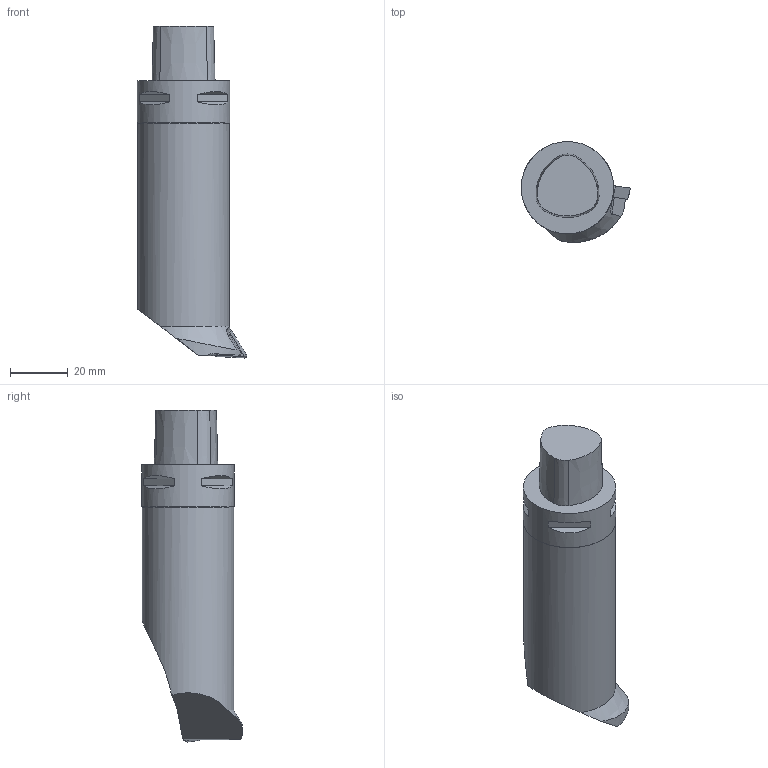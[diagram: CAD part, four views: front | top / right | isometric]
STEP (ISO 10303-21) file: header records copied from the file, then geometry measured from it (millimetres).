
FILE_DESCRIPTION(/* description */ (''),/* implementation_level */ '2;1');
FILE_NAME(/* name */ 'C3-SDUCL-22096-11.stp',/* time_stamp */ '2012-08-29T09:32:46+05:00',/* author */ (''),/* organization */ (''),/* preprocessor_version */ 'ST-DEVELOPER v11',/* originating_system */ 'SIEMENS PLM Software NX 7.5',/* authorisation */ '');
FILE_SCHEMA (('AUTOMOTIVE_DESIGN { 1 0 10303 214 1 1 1 1 }'));
Length unit declared in the file: millimetre
Products named in the file (1): inpu9992hzn0
Bounding box: 37.9 x 34.82 x 115 mm (x, y, z)
Volume: 70475.3 mm3; surface area: 12683.3 mm2
Topology: 3 solids, 3 shells, 51 faces, 122 edges, 82 vertices
Faces by surface type: plane 30, cone 15, cylinder 5, extrusion 1
Full cylindrical faces by diameter (mm): 31.7 x1, 32 x1
Entity records: 1591 total; most frequent: CARTESIAN_POINT 359, DIRECTION 255, ORIENTED_EDGE 234, EDGE_CURVE 117, AXIS2_PLACEMENT_3D 98, VERTEX_POINT 79, VECTOR 59, LINE 58
